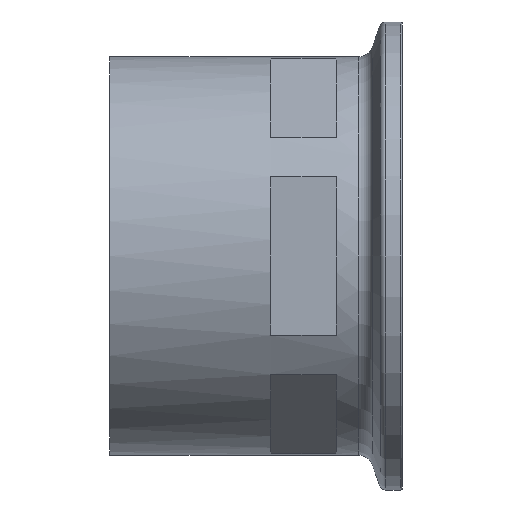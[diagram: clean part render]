
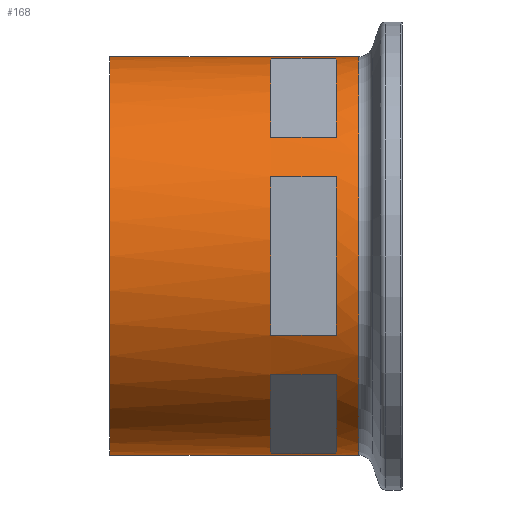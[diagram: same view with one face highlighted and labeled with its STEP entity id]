
A CAD part, left-side view. The second image highlights one B-rep face of the part: STEP entity #168.
In plain terms, the highlighted cylindrical face has radius 27.25 mm (diameter 54.5 mm), a partial arc.
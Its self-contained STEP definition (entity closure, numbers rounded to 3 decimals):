
#9 = DIRECTION ( 'NONE',  ( 0., 0., 1. ) ) ;
#10 = AXIS2_PLACEMENT_3D ( 'NONE', #305, #686, #9 ) ;
#22 = DIRECTION ( 'NONE',  ( 0., 1., 0. ) ) ;
#24 = CARTESIAN_POINT ( 'NONE',  ( -25., 18., -10.843 ) ) ;
#35 = DIRECTION ( 'NONE',  ( 0., -1., 0. ) ) ;
#45 = CARTESIAN_POINT ( 'NONE',  ( -3.11, 9., 27.072 ) ) ;
#79 = CIRCLE ( 'NONE', #980, 27.25 ) ;
#82 = DIRECTION ( 'NONE',  ( 0., 1., 0. ) ) ;
#101 = AXIS2_PLACEMENT_3D ( 'NONE', #422, #312, #694 ) ;
#106 = ORIENTED_EDGE ( 'NONE', *, *, #714, .T. ) ;
#126 = DIRECTION ( 'NONE',  ( 0., 0., -1. ) ) ;
#135 = EDGE_LOOP ( 'NONE', ( #1101, #984, #711, #488 ) ) ;
#150 = CARTESIAN_POINT ( 'NONE',  ( 0., 9., 0. ) ) ;
#155 = CARTESIAN_POINT ( 'NONE',  ( 0., 0., 27.25 ) ) ;
#159 = EDGE_CURVE ( 'NONE', #184, #805, #577, .T. ) ;
#168 = ADVANCED_FACE ( 'NONE', ( #969, #872, #775, #203 ), #587, .T. ) ;
#172 = ORIENTED_EDGE ( 'NONE', *, *, #288, .F. ) ;
#174 = EDGE_CURVE ( 'NONE', #242, #197, #559, .T. ) ;
#184 = VERTEX_POINT ( 'NONE', #1097 ) ;
#195 = CARTESIAN_POINT ( 'NONE',  ( -3.11, 0., -27.072 ) ) ;
#197 = VERTEX_POINT ( 'NONE', #24 ) ;
#198 = EDGE_CURVE ( 'NONE', #772, #810, #79, .T. ) ;
#203 = FACE_BOUND ( 'NONE', #135, .T. ) ;
#225 = VECTOR ( 'NONE', #691, 1000. ) ;
#235 = ORIENTED_EDGE ( 'NONE', *, *, #1127, .F. ) ;
#242 = VERTEX_POINT ( 'NONE', #243 ) ;
#243 = CARTESIAN_POINT ( 'NONE',  ( -25., 18., 10.843 ) ) ;
#264 = DIRECTION ( 'NONE',  ( 0., -1., 0. ) ) ;
#288 = EDGE_CURVE ( 'NONE', #1220, #795, #880, .T. ) ;
#289 = CARTESIAN_POINT ( 'NONE',  ( 0., 40., 27.25 ) ) ;
#305 = CARTESIAN_POINT ( 'NONE',  ( 0., 18., 0. ) ) ;
#312 = DIRECTION ( 'NONE',  ( 0., 1., 0. ) ) ;
#344 = VECTOR ( 'NONE', #35, 1000. ) ;
#346 = DIRECTION ( 'NONE',  ( 0., 1., 0. ) ) ;
#349 = DIRECTION ( 'NONE',  ( 0., -1., 0. ) ) ;
#356 = DIRECTION ( 'NONE',  ( 0., -1., 0. ) ) ;
#359 = VERTEX_POINT ( 'NONE', #712 ) ;
#397 = DIRECTION ( 'NONE',  ( 0., 1., 0. ) ) ;
#400 = DIRECTION ( 'NONE',  ( 0., -1., 0. ) ) ;
#404 = CARTESIAN_POINT ( 'NONE',  ( 0., 5.979, -27.25 ) ) ;
#409 = EDGE_CURVE ( 'NONE', #869, #810, #448, .T. ) ;
#415 = DIRECTION ( 'NONE',  ( 0., 0., 1. ) ) ;
#422 = CARTESIAN_POINT ( 'NONE',  ( 0., 9., 0. ) ) ;
#442 = EDGE_CURVE ( 'NONE', #197, #1133, #455, .T. ) ;
#448 = LINE ( 'NONE', #155, #1250 ) ;
#449 = EDGE_LOOP ( 'NONE', ( #1105, #733, #106, #1122 ) ) ;
#454 = CARTESIAN_POINT ( 'NONE',  ( 0., 18., 0. ) ) ;
#455 = LINE ( 'NONE', #546, #599 ) ;
#466 = EDGE_CURVE ( 'NONE', #869, #921, #1207, .T. ) ;
#480 = DIRECTION ( 'NONE',  ( 0., -1., 0. ) ) ;
#488 = ORIENTED_EDGE ( 'NONE', *, *, #1233, .F. ) ;
#489 = CARTESIAN_POINT ( 'NONE',  ( 0., 0., 0. ) ) ;
#495 = CARTESIAN_POINT ( 'NONE',  ( 0., 40., -27.25 ) ) ;
#504 = EDGE_LOOP ( 'NONE', ( #172, #837, #852, #1098 ) ) ;
#513 = EDGE_CURVE ( 'NONE', #968, #965, #643, .T. ) ;
#519 = VECTOR ( 'NONE', #480, 1000. ) ;
#533 = DIRECTION ( 'NONE',  ( 0., 0., 1. ) ) ;
#538 = AXIS2_PLACEMENT_3D ( 'NONE', #653, #589, #669 ) ;
#544 = CARTESIAN_POINT ( 'NONE',  ( 0., 9., 0. ) ) ;
#546 = CARTESIAN_POINT ( 'NONE',  ( -25., 0., -10.843 ) ) ;
#548 = CARTESIAN_POINT ( 'NONE',  ( -25., 9., -10.843 ) ) ;
#559 = CIRCLE ( 'NONE', #10, 27.25 ) ;
#577 = LINE ( 'NONE', #1065, #780 ) ;
#586 = CIRCLE ( 'NONE', #101, 27.25 ) ;
#587 = CYLINDRICAL_SURFACE ( 'NONE', #1247, 27.25 ) ;
#589 = DIRECTION ( 'NONE',  ( 0., -1., 0. ) ) ;
#599 = VECTOR ( 'NONE', #349, 1000. ) ;
#610 = EDGE_CURVE ( 'NONE', #965, #1220, #1160, .T. ) ;
#623 = AXIS2_PLACEMENT_3D ( 'NONE', #150, #815, #126 ) ;
#631 = EDGE_CURVE ( 'NONE', #795, #968, #865, .T. ) ;
#641 = ORIENTED_EDGE ( 'NONE', *, *, #914, .F. ) ;
#643 = CIRCLE ( 'NONE', #538, 27.25 ) ;
#653 = CARTESIAN_POINT ( 'NONE',  ( 0., 18., 0. ) ) ;
#669 = DIRECTION ( 'NONE',  ( 0., 0., 1. ) ) ;
#686 = DIRECTION ( 'NONE',  ( 0., -1., 0. ) ) ;
#691 = DIRECTION ( 'NONE',  ( 0., -1., 0. ) ) ;
#694 = DIRECTION ( 'NONE',  ( 0., 0., -1. ) ) ;
#711 = ORIENTED_EDGE ( 'NONE', *, *, #1019, .F. ) ;
#712 = CARTESIAN_POINT ( 'NONE',  ( -3.11, 9., -27.072 ) ) ;
#714 = EDGE_CURVE ( 'NONE', #921, #772, #890, .T. ) ;
#729 = DIRECTION ( 'NONE',  ( 1., 0., 0. ) ) ;
#733 = ORIENTED_EDGE ( 'NONE', *, *, #466, .T. ) ;
#751 = CARTESIAN_POINT ( 'NONE',  ( -25., 9., 10.843 ) ) ;
#752 = CARTESIAN_POINT ( 'NONE',  ( -3.11, 18., -27.072 ) ) ;
#772 = VERTEX_POINT ( 'NONE', #404 ) ;
#775 = FACE_BOUND ( 'NONE', #504, .T. ) ;
#778 = DIRECTION ( 'NONE',  ( 0., 0., -1. ) ) ;
#780 = VECTOR ( 'NONE', #397, 1000. ) ;
#784 = AXIS2_PLACEMENT_3D ( 'NONE', #544, #346, #729 ) ;
#795 = VERTEX_POINT ( 'NONE', #45 ) ;
#799 = CARTESIAN_POINT ( 'NONE',  ( -3.11, 18., 27.072 ) ) ;
#802 = VECTOR ( 'NONE', #22, 1000. ) ;
#805 = VERTEX_POINT ( 'NONE', #918 ) ;
#808 = CARTESIAN_POINT ( 'NONE',  ( -25., 0., 10.843 ) ) ;
#810 = VERTEX_POINT ( 'NONE', #924 ) ;
#815 = DIRECTION ( 'NONE',  ( 0., 1., 0. ) ) ;
#837 = ORIENTED_EDGE ( 'NONE', *, *, #610, .F. ) ;
#847 = VECTOR ( 'NONE', #82, 1000. ) ;
#848 = CIRCLE ( 'NONE', #784, 27.25 ) ;
#852 = ORIENTED_EDGE ( 'NONE', *, *, #513, .F. ) ;
#865 = LINE ( 'NONE', #1257, #847 ) ;
#869 = VERTEX_POINT ( 'NONE', #289 ) ;
#872 = FACE_BOUND ( 'NONE', #1235, .T. ) ;
#876 = CARTESIAN_POINT ( 'NONE',  ( 0., 0., -27.25 ) ) ;
#880 = CIRCLE ( 'NONE', #623, 27.25 ) ;
#890 = LINE ( 'NONE', #876, #225 ) ;
#894 = LINE ( 'NONE', #808, #802 ) ;
#897 = CARTESIAN_POINT ( 'NONE',  ( 0., 5.979, 0. ) ) ;
#914 = EDGE_CURVE ( 'NONE', #1214, #242, #894, .T. ) ;
#918 = CARTESIAN_POINT ( 'NONE',  ( -21.89, 18., -16.229 ) ) ;
#921 = VERTEX_POINT ( 'NONE', #495 ) ;
#924 = CARTESIAN_POINT ( 'NONE',  ( 0., 5.979, 27.25 ) ) ;
#945 = AXIS2_PLACEMENT_3D ( 'NONE', #1009, #264, #1038 ) ;
#965 = VERTEX_POINT ( 'NONE', #982 ) ;
#968 = VERTEX_POINT ( 'NONE', #799 ) ;
#969 = FACE_OUTER_BOUND ( 'NONE', #449, .T. ) ;
#980 = AXIS2_PLACEMENT_3D ( 'NONE', #897, #990, #415 ) ;
#982 = CARTESIAN_POINT ( 'NONE',  ( -21.89, 18., 16.229 ) ) ;
#984 = ORIENTED_EDGE ( 'NONE', *, *, #159, .F. ) ;
#990 = DIRECTION ( 'NONE',  ( 0., 1., 0. ) ) ;
#1004 = AXIS2_PLACEMENT_3D ( 'NONE', #454, #1216, #533 ) ;
#1009 = CARTESIAN_POINT ( 'NONE',  ( 0., 40., 0. ) ) ;
#1019 = EDGE_CURVE ( 'NONE', #359, #184, #586, .T. ) ;
#1035 = ORIENTED_EDGE ( 'NONE', *, *, #442, .F. ) ;
#1038 = DIRECTION ( 'NONE',  ( 0., 0., -1. ) ) ;
#1046 = VERTEX_POINT ( 'NONE', #752 ) ;
#1058 = CARTESIAN_POINT ( 'NONE',  ( -21.89, 0., 16.229 ) ) ;
#1059 = CARTESIAN_POINT ( 'NONE',  ( -21.89, 9., 16.229 ) ) ;
#1065 = CARTESIAN_POINT ( 'NONE',  ( -21.89, 0., -16.229 ) ) ;
#1097 = CARTESIAN_POINT ( 'NONE',  ( -21.89, 9., -16.229 ) ) ;
#1098 = ORIENTED_EDGE ( 'NONE', *, *, #631, .F. ) ;
#1101 = ORIENTED_EDGE ( 'NONE', *, *, #1138, .F. ) ;
#1105 = ORIENTED_EDGE ( 'NONE', *, *, #409, .F. ) ;
#1122 = ORIENTED_EDGE ( 'NONE', *, *, #198, .T. ) ;
#1127 = EDGE_CURVE ( 'NONE', #1133, #1214, #848, .T. ) ;
#1133 = VERTEX_POINT ( 'NONE', #548 ) ;
#1134 = CIRCLE ( 'NONE', #1004, 27.25 ) ;
#1138 = EDGE_CURVE ( 'NONE', #805, #1046, #1134, .T. ) ;
#1157 = ORIENTED_EDGE ( 'NONE', *, *, #174, .F. ) ;
#1160 = LINE ( 'NONE', #1058, #519 ) ;
#1188 = LINE ( 'NONE', #195, #344 ) ;
#1207 = CIRCLE ( 'NONE', #945, 27.25 ) ;
#1214 = VERTEX_POINT ( 'NONE', #751 ) ;
#1216 = DIRECTION ( 'NONE',  ( 0., -1., 0. ) ) ;
#1220 = VERTEX_POINT ( 'NONE', #1059 ) ;
#1233 = EDGE_CURVE ( 'NONE', #1046, #359, #1188, .T. ) ;
#1235 = EDGE_LOOP ( 'NONE', ( #1157, #641, #235, #1035 ) ) ;
#1247 = AXIS2_PLACEMENT_3D ( 'NONE', #489, #400, #778 ) ;
#1250 = VECTOR ( 'NONE', #356, 1000. ) ;
#1257 = CARTESIAN_POINT ( 'NONE',  ( -3.11, 0., 27.072 ) ) ;
